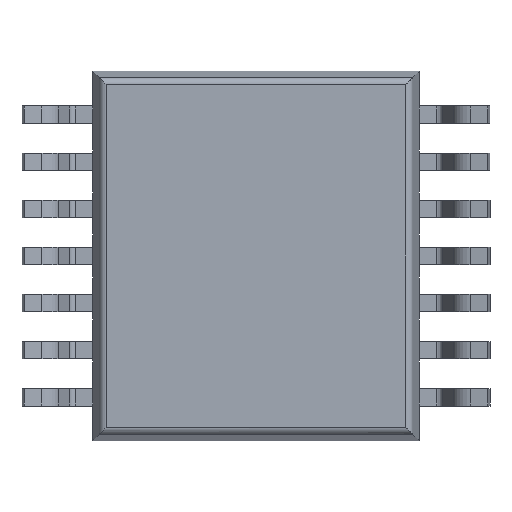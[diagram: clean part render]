
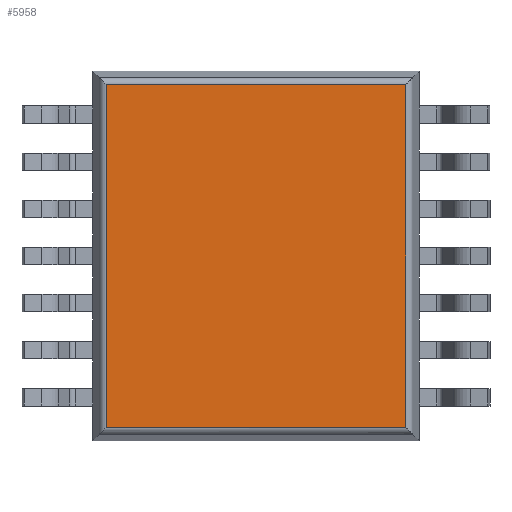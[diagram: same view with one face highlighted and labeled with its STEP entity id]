
A CAD part, front view. The second image highlights one B-rep face of the part: STEP entity #5958.
In plain terms, the highlighted planar face has unit normal (0, -1, 0).
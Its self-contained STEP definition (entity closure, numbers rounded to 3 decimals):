
#140 = ORIENTED_EDGE ( 'NONE', *, *, #5584, .T. ) ;
#311 = CARTESIAN_POINT ( 'NONE',  ( -2.25, 0.15, -2.363 ) ) ;
#705 = VECTOR ( 'NONE', #6451, 1000. ) ;
#1015 = LINE ( 'NONE', #311, #705 ) ;
#1018 = LINE ( 'NONE', #8794, #9845 ) ;
#1033 = DIRECTION ( 'NONE',  ( -1., 0., 0. ) ) ;
#1082 = CARTESIAN_POINT ( 'NONE',  ( -2.25, 0.15, 2.363 ) ) ;
#1146 = CARTESIAN_POINT ( 'NONE',  ( 2.063, 0.15, -2.363 ) ) ;
#1543 = ORIENTED_EDGE ( 'NONE', *, *, #2841, .T. ) ;
#2343 = EDGE_LOOP ( 'NONE', ( #140, #1543, #6481, #2413 ) ) ;
#2413 = ORIENTED_EDGE ( 'NONE', *, *, #6248, .T. ) ;
#2599 = FACE_OUTER_BOUND ( 'NONE', #2343, .T. ) ;
#2841 = EDGE_CURVE ( 'NONE', #6938, #8666, #1015, .T. ) ;
#3684 = EDGE_CURVE ( 'NONE', #8666, #6484, #1018, .T. ) ;
#3832 = LINE ( 'NONE', #10060, #7978 ) ;
#4089 = DIRECTION ( 'NONE',  ( 0., 0., 1. ) ) ;
#4404 = AXIS2_PLACEMENT_3D ( 'NONE', #6639, #6540, #8015 ) ;
#5549 = CARTESIAN_POINT ( 'NONE',  ( -2.063, 0.15, 2.363 ) ) ;
#5584 = EDGE_CURVE ( 'NONE', #9221, #6938, #3832, .T. ) ;
#5684 = CARTESIAN_POINT ( 'NONE',  ( 2.063, 0.15, 2.363 ) ) ;
#5958 = ADVANCED_FACE ( 'NONE', ( #2599 ), #9734, .T. ) ;
#6248 = EDGE_CURVE ( 'NONE', #6484, #9221, #7950, .T. ) ;
#6451 = DIRECTION ( 'NONE',  ( 1., 0., 0. ) ) ;
#6481 = ORIENTED_EDGE ( 'NONE', *, *, #3684, .T. ) ;
#6484 = VERTEX_POINT ( 'NONE', #5684 ) ;
#6540 = DIRECTION ( 'NONE',  ( 0., -1., 0. ) ) ;
#6639 = CARTESIAN_POINT ( 'NONE',  ( -2.25, 0.15, -2.55 ) ) ;
#6938 = VERTEX_POINT ( 'NONE', #8721 ) ;
#7091 = DIRECTION ( 'NONE',  ( 0., 0., -1. ) ) ;
#7950 = LINE ( 'NONE', #1082, #9250 ) ;
#7978 = VECTOR ( 'NONE', #7091, 1000. ) ;
#8015 = DIRECTION ( 'NONE',  ( 0., 0., -1. ) ) ;
#8666 = VERTEX_POINT ( 'NONE', #1146 ) ;
#8721 = CARTESIAN_POINT ( 'NONE',  ( -2.063, 0.15, -2.363 ) ) ;
#8794 = CARTESIAN_POINT ( 'NONE',  ( 2.063, 0.15, -2.55 ) ) ;
#9221 = VERTEX_POINT ( 'NONE', #5549 ) ;
#9250 = VECTOR ( 'NONE', #1033, 1000. ) ;
#9734 = PLANE ( 'NONE',  #4404 ) ;
#9845 = VECTOR ( 'NONE', #4089, 1000. ) ;
#10060 = CARTESIAN_POINT ( 'NONE',  ( -2.063, 0.15, -2.55 ) ) ;
